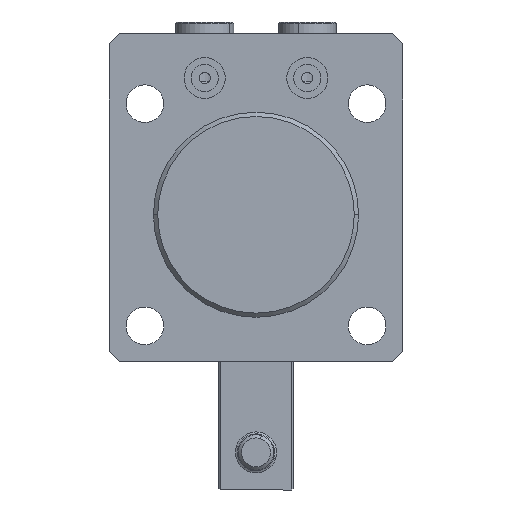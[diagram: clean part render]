
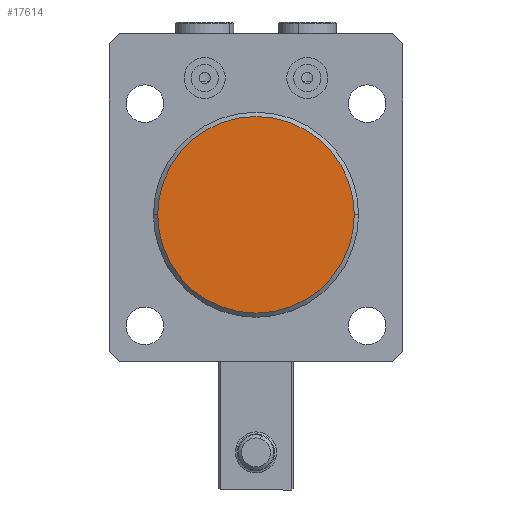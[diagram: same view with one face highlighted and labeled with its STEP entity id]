
A CAD part, front view. The second image highlights one B-rep face of the part: STEP entity #17614.
In plain terms, the highlighted planar face has unit normal (0, -1, 0).
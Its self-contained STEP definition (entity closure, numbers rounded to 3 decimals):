
#714 = CIRCLE ( 'NONE', #3214, 28.75 ) ;
#726 = DIRECTION ( 'NONE',  ( 0., -1., 0. ) ) ;
#1493 = DIRECTION ( 'NONE',  ( 1., 0., 0. ) ) ;
#1877 = AXIS2_PLACEMENT_3D ( 'NONE', #9625, #726, #11114 ) ;
#2267 = VERTEX_POINT ( 'NONE', #3608 ) ;
#2363 = ORIENTED_EDGE ( 'NONE', *, *, #4487, .T. ) ;
#3214 = AXIS2_PLACEMENT_3D ( 'NONE', #6162, #16547, #7633 ) ;
#3608 = CARTESIAN_POINT ( 'NONE',  ( 701.072, 84.271, 0. ) ) ;
#4097 = FACE_OUTER_BOUND ( 'NONE', #6588, .T. ) ;
#4487 = EDGE_CURVE ( 'NONE', #14951, #2267, #714, .T. ) ;
#6162 = CARTESIAN_POINT ( 'NONE',  ( 672.322, 84.271, 0. ) ) ;
#6588 = EDGE_LOOP ( 'NONE', ( #2363, #7250 ) ) ;
#7250 = ORIENTED_EDGE ( 'NONE', *, *, #13408, .T. ) ;
#7386 = PLANE ( 'NONE',  #13169 ) ;
#7558 = CIRCLE ( 'NONE', #1877, 28.75 ) ;
#7633 = DIRECTION ( 'NONE',  ( 1., 0., 0. ) ) ;
#8884 = CARTESIAN_POINT ( 'NONE',  ( 672.322, 84.271, 0. ) ) ;
#9625 = CARTESIAN_POINT ( 'NONE',  ( 672.322, 84.271, 0. ) ) ;
#10390 = DIRECTION ( 'NONE',  ( 0., -1., 0. ) ) ;
#11114 = DIRECTION ( 'NONE',  ( 1., 0., 0. ) ) ;
#13169 = AXIS2_PLACEMENT_3D ( 'NONE', #8884, #10390, #1493 ) ;
#13408 = EDGE_CURVE ( 'NONE', #2267, #14951, #7558, .T. ) ;
#14951 = VERTEX_POINT ( 'NONE', #17849 ) ;
#16547 = DIRECTION ( 'NONE',  ( 0., -1., 0. ) ) ;
#17614 = ADVANCED_FACE ( 'NONE', ( #4097 ), #7386, .T. ) ;
#17849 = CARTESIAN_POINT ( 'NONE',  ( 643.572, 84.271, 0. ) ) ;
